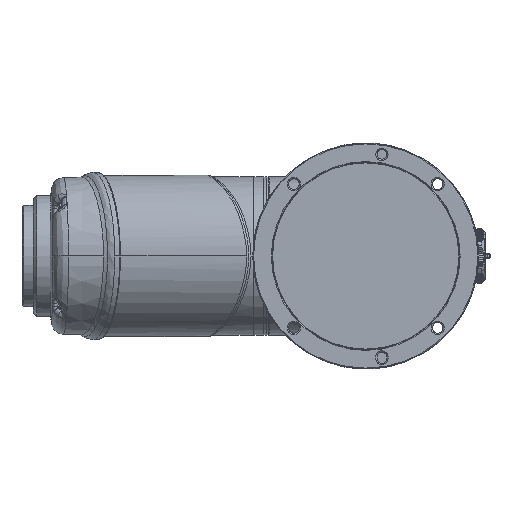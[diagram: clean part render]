
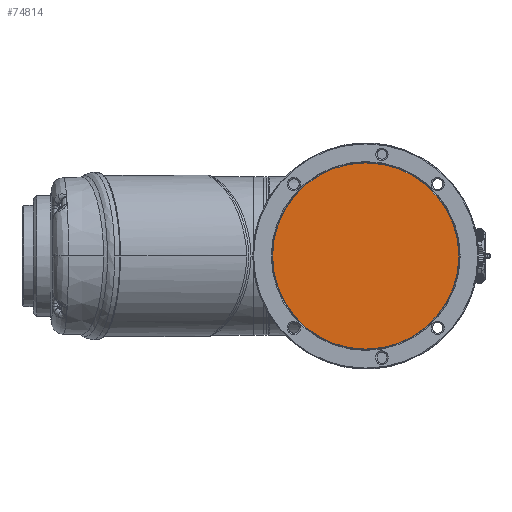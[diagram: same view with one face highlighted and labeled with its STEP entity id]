
A CAD part, front view. The second image highlights one B-rep face of the part: STEP entity #74814.
In plain terms, the highlighted face is planar.
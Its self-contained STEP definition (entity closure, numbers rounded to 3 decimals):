
#881 = EDGE_LOOP ( 'NONE', ( #110871, #106845 ) ) ;
#7966 = EDGE_CURVE ( 'NONE', #11655, #77995, #52890, .T. ) ;
#11655 = VERTEX_POINT ( 'NONE', #67712 ) ;
#32758 = AXIS2_PLACEMENT_3D ( 'NONE', #35112, #78318, #121516 ) ;
#35025 = FACE_OUTER_BOUND ( 'NONE', #881, .T. ) ;
#35112 = CARTESIAN_POINT ( 'NONE',  ( 0., 0., -0.5 ) ) ;
#37600 = DIRECTION ( 'NONE',  ( 0., 1., 0. ) ) ;
#46434 = CARTESIAN_POINT ( 'NONE',  ( 0., 57.7, -0.5 ) ) ;
#52890 = CIRCLE ( 'NONE', #102627, 57.7 ) ;
#55609 = DIRECTION ( 'NONE',  ( 0., 0., 1. ) ) ;
#66905 = PLANE ( 'NONE',  #128696 ) ;
#67712 = CARTESIAN_POINT ( 'NONE',  ( 0., -57.7, -0.5 ) ) ;
#74814 = ADVANCED_FACE ( 'NONE', ( #35025 ), #66905, .T. ) ;
#75727 = CIRCLE ( 'NONE', #32758, 57.7 ) ;
#77995 = VERTEX_POINT ( 'NONE', #46434 ) ;
#78318 = DIRECTION ( 'NONE',  ( 0., 0., 1. ) ) ;
#88167 = DIRECTION ( 'NONE',  ( 1., 0., 0. ) ) ;
#102627 = AXIS2_PLACEMENT_3D ( 'NONE', #134617, #125378, #37600 ) ;
#106845 = ORIENTED_EDGE ( 'NONE', *, *, #122492, .T. ) ;
#110871 = ORIENTED_EDGE ( 'NONE', *, *, #7966, .T. ) ;
#121516 = DIRECTION ( 'NONE',  ( 0., 1., 0. ) ) ;
#122492 = EDGE_CURVE ( 'NONE', #77995, #11655, #75727, .T. ) ;
#125378 = DIRECTION ( 'NONE',  ( 0., 0., 1. ) ) ;
#128696 = AXIS2_PLACEMENT_3D ( 'NONE', #130673, #55609, #88167 ) ;
#130673 = CARTESIAN_POINT ( 'NONE',  ( 0., 0., -0.5 ) ) ;
#134617 = CARTESIAN_POINT ( 'NONE',  ( 0., 0., -0.5 ) ) ;
